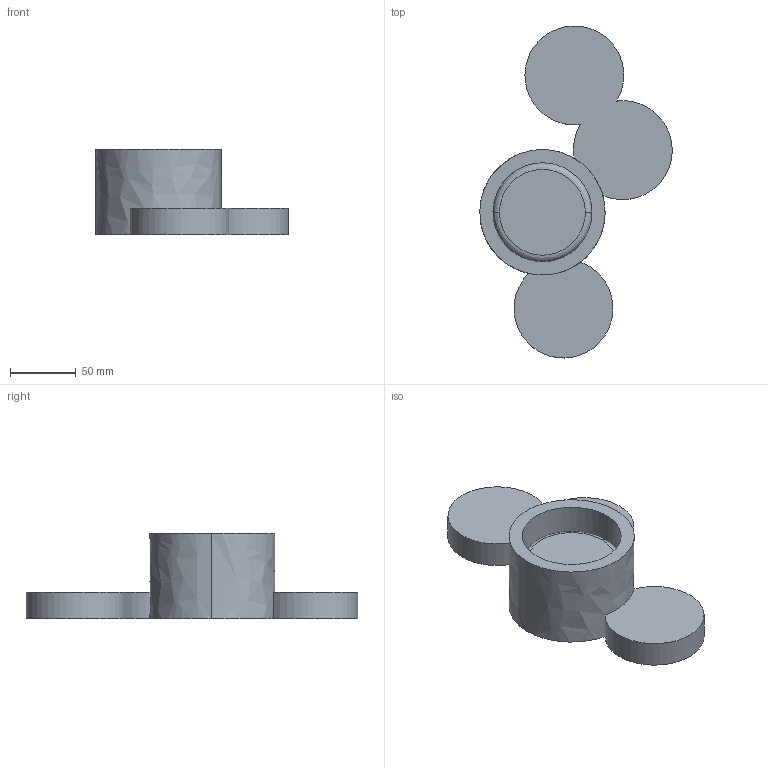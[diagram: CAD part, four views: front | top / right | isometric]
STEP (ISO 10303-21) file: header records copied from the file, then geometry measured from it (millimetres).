
FILE_DESCRIPTION(/* description */ (''),/* implementation_level */ '2;1');
FILE_NAME(/* name */ 'T274_C~1',/* time_stamp */ '2020-02-25T17:59:40+01:00',/* author */ (''),/* organization */ (''),/* preprocessor_version */ 'ST-DEVELOPER v15',/* originating_system */ '',/* authorisation */ '');
FILE_SCHEMA (('AUTOMOTIVE_DESIGN'));
Length unit declared in the file: centimetre
Products named in the file (1): Document
Bounding box: 145.87 x 251.65 x 65 mm (x, y, z)
Volume: 623802.2 mm3; surface area: 93283 mm2
Topology: 2 solids, 2 shells, 22 faces, 43 edges, 27 vertices
Faces by surface type: bspline 12, plane 10
Entity records: 739 total; most frequent: CARTESIAN_POINT 445, ORIENTED_EDGE 86, EDGE_CURVE 43, VERTEX_POINT 27, EDGE_LOOP 24, ADVANCED_FACE 22, FACE_OUTER_BOUND 22, DIRECTION 14
